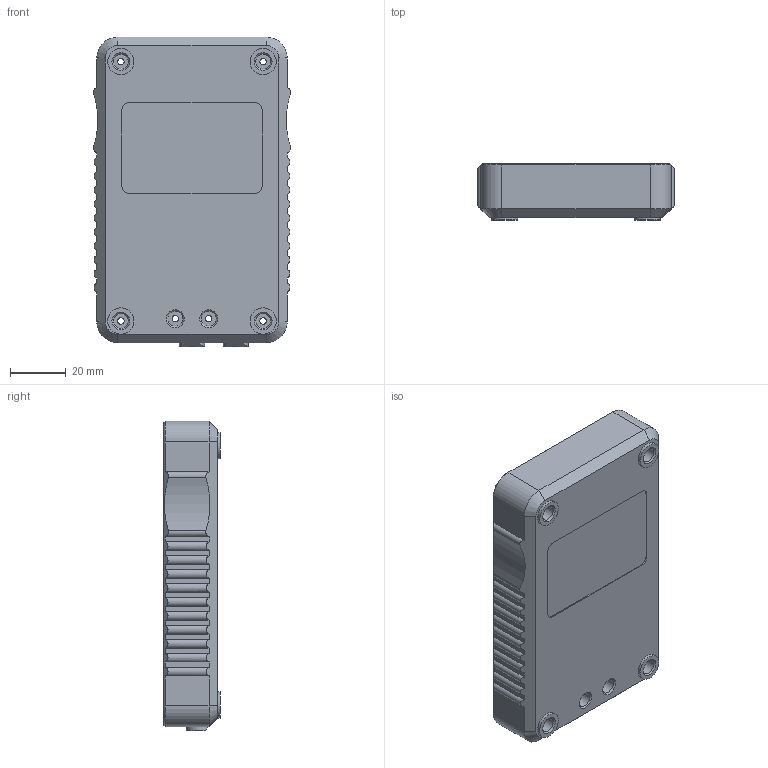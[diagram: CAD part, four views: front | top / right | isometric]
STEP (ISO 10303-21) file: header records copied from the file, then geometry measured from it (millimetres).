
FILE_DESCRIPTION(/* description */ (''),/* implementation_level */ '2;1');
FILE_NAME(/* name */ 'LW 000_284 - SF30D Display Housing v1.step',/* time_stamp */ '2022-03-01T15:36:24+02:00',/* author */ (''),/* organization */ (''),/* preprocessor_version */ 'ST-DEVELOPER v18.1',/* originating_system */ 'Autodesk Translation Framework v10.13.0.1454',/* authorisation */ '');
FILE_SCHEMA (('AUTOMOTIVE_DESIGN { 1 0 10303 214 3 1 1 }'));
Length unit declared in the file: millimetre
Products named in the file (1): LW 000_284
Bounding box: 70.6 x 20.2 x 111.1 mm (x, y, z)
Volume: 31585.1 mm3; surface area: 39579.7 mm2
Topology: 1 solids, 1 shells, 320 faces, 831 edges, 540 vertices
Faces by surface type: plane 168, cylinder 122, cone 16, bspline 8, torus 6
Full cylindrical faces by diameter (mm): 2.3 x6, 4.9 x2, 5 x6, 5.4 x6, 9.4 x4
Entity records: 10363 total; most frequent: CARTESIAN_POINT 2315, DIRECTION 1685, ORIENTED_EDGE 1662, EDGE_CURVE 831, AXIS2_PLACEMENT_3D 589, VERTEX_POINT 540, LINE 507, VECTOR 507
